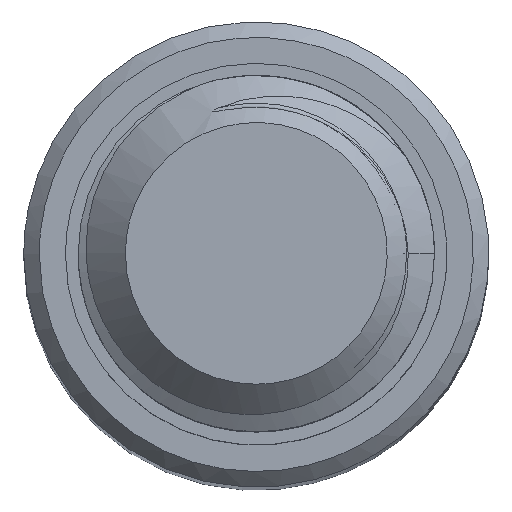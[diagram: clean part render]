
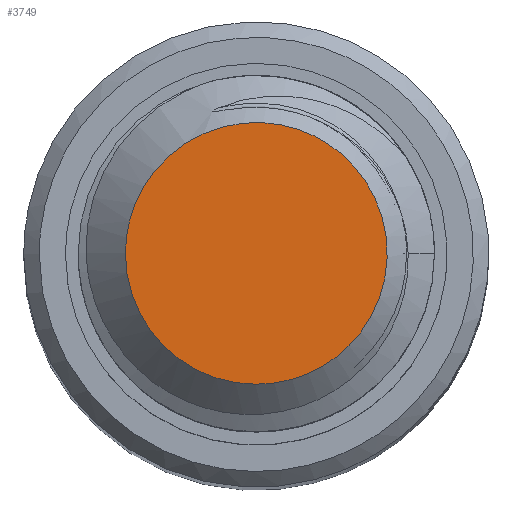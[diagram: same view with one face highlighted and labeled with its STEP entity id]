
A CAD part, top view. The second image highlights one B-rep face of the part: STEP entity #3749.
In plain terms, the highlighted free-form (B-spline) face has degree [1, 1] with [2, 2] control points.
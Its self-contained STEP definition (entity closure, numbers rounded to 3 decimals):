
#3401 = VERTEX_POINT('',#3402);
#3402 = CARTESIAN_POINT('',(-2.556,0.,
    48.988));
#3407 = EDGE_CURVE('',#3401,#3401,#3408,.T.);
#3408 = ( BOUNDED_CURVE() B_SPLINE_CURVE(2,(#3409,#3410,#3411,#3412,
#3413,#3414,#3415),.UNSPECIFIED.,.T.,.F.) B_SPLINE_CURVE_WITH_KNOTS((1,2
    ,2,2,2,1),(-2.094,0.,2.094,4.189,
6.283,8.378),.UNSPECIFIED.) CURVE() 
GEOMETRIC_REPRESENTATION_ITEM() RATIONAL_B_SPLINE_CURVE((1.,0.5,1.,0.5,
1.,0.5,1.)) REPRESENTATION_ITEM('') );
#3409 = CARTESIAN_POINT('',(-2.556,0.,
    48.988));
#3410 = CARTESIAN_POINT('',(-2.556,-4.427,
    48.988));
#3411 = CARTESIAN_POINT('',(1.278,-2.213,
    48.988));
#3412 = CARTESIAN_POINT('',(5.112,0.,
    48.988));
#3413 = CARTESIAN_POINT('',(1.278,2.213,
    48.988));
#3414 = CARTESIAN_POINT('',(-2.556,4.427,
    48.988));
#3415 = CARTESIAN_POINT('',(-2.556,0.,
    48.988));
#3749 = ADVANCED_FACE('',(#3750),#3753,.T.);
#3750 = FACE_BOUND('',#3751,.T.);
#3751 = EDGE_LOOP('',(#3752));
#3752 = ORIENTED_EDGE('',*,*,#3407,.T.);
#3753 = B_SPLINE_SURFACE_WITH_KNOTS('',1,1,(
    (#3754,#3755)
    ,(#3756,#3757
    )),.UNSPECIFIED.,.F.,.F.,.F.,(2,2),(2,2),(-1.8,1.8),(-1.8,1.8),
  .PIECEWISE_BEZIER_KNOTS.);
#3754 = CARTESIAN_POINT('',(2.556,2.556,
    48.988));
#3755 = CARTESIAN_POINT('',(2.556,-2.556,
    48.988));
#3756 = CARTESIAN_POINT('',(-2.556,2.556,
    48.988));
#3757 = CARTESIAN_POINT('',(-2.556,-2.556,
    48.988));
